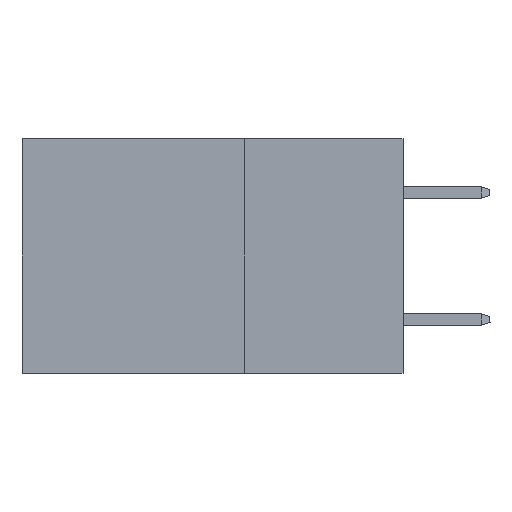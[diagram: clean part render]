
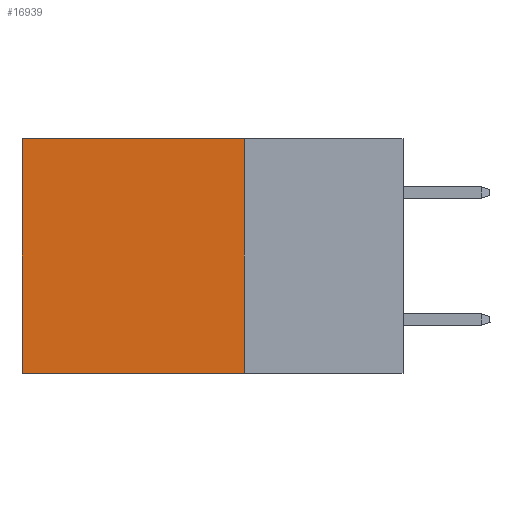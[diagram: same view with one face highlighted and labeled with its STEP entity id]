
A CAD part, left-side view. The second image highlights one B-rep face of the part: STEP entity #16939.
In plain terms, the highlighted planar face has unit normal (-1, 0, 0).
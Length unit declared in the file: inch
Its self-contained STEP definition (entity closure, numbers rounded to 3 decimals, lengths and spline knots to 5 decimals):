
#1910 = CARTESIAN_POINT ( 'NONE',  ( 0.2875, 0.25, 0. ) ) ;
#2634 = VERTEX_POINT ( 'NONE', #17320 ) ;
#3023 = CARTESIAN_POINT ( 'NONE',  ( 0.2875, 0.25, 0. ) ) ;
#3234 = DIRECTION ( 'NONE',  ( 0., 1., 0. ) ) ;
#3742 = CARTESIAN_POINT ( 'NONE',  ( 0.2875, 0.25, -0.37 ) ) ;
#5919 = PLANE ( 'NONE',  #14519 ) ;
#6006 = FACE_OUTER_BOUND ( 'NONE', #17062, .T. ) ;
#6026 = VERTEX_POINT ( 'NONE', #15773 ) ;
#6570 = LINE ( 'NONE', #11734, #12496 ) ;
#7104 = DIRECTION ( 'NONE',  ( 0., 0., -1. ) ) ;
#7286 = EDGE_CURVE ( 'NONE', #6026, #2634, #10511, .T. ) ;
#7332 = DIRECTION ( 'NONE',  ( 0., 0., -1. ) ) ;
#8089 = ORIENTED_EDGE ( 'NONE', *, *, #10999, .F. ) ;
#8730 = CARTESIAN_POINT ( 'NONE',  ( 0.2875, 0.25, 0. ) ) ;
#9998 = ORIENTED_EDGE ( 'NONE', *, *, #7286, .F. ) ;
#10511 = LINE ( 'NONE', #3742, #16828 ) ;
#10999 = EDGE_CURVE ( 'NONE', #11604, #6026, #15250, .T. ) ;
#11163 = VECTOR ( 'NONE', #3234, 39.37008 ) ;
#11604 = VERTEX_POINT ( 'NONE', #16903 ) ;
#11654 = VERTEX_POINT ( 'NONE', #15015 ) ;
#11734 = CARTESIAN_POINT ( 'NONE',  ( 0.2875, 0.6, 0. ) ) ;
#11904 = DIRECTION ( 'NONE',  ( 0., 0., -1. ) ) ;
#12496 = VECTOR ( 'NONE', #11904, 39.37008 ) ;
#12942 = ORIENTED_EDGE ( 'NONE', *, *, #14445, .T. ) ;
#13770 = ORIENTED_EDGE ( 'NONE', *, *, #16926, .T. ) ;
#14084 = DIRECTION ( 'NONE',  ( 1., 0., 0. ) ) ;
#14395 = DIRECTION ( 'NONE',  ( 0., 1., 0. ) ) ;
#14445 = EDGE_CURVE ( 'NONE', #11654, #2634, #6570, .T. ) ;
#14519 = AXIS2_PLACEMENT_3D ( 'NONE', #1910, #14084, #7332 ) ;
#15015 = CARTESIAN_POINT ( 'NONE',  ( 0.2875, 0.6, 0. ) ) ;
#15220 = VECTOR ( 'NONE', #7104, 39.37008 ) ;
#15250 = LINE ( 'NONE', #3023, #15220 ) ;
#15567 = LINE ( 'NONE', #8730, #11163 ) ;
#15773 = CARTESIAN_POINT ( 'NONE',  ( 0.2875, 0.25, -0.37 ) ) ;
#16828 = VECTOR ( 'NONE', #14395, 39.37008 ) ;
#16903 = CARTESIAN_POINT ( 'NONE',  ( 0.2875, 0.25, 0. ) ) ;
#16926 = EDGE_CURVE ( 'NONE', #11604, #11654, #15567, .T. ) ;
#16939 = ADVANCED_FACE ( 'NONE', ( #6006 ), #5919, .F. ) ;
#17062 = EDGE_LOOP ( 'NONE', ( #12942, #9998, #8089, #13770 ) ) ;
#17320 = CARTESIAN_POINT ( 'NONE',  ( 0.2875, 0.6, -0.37 ) ) ;
